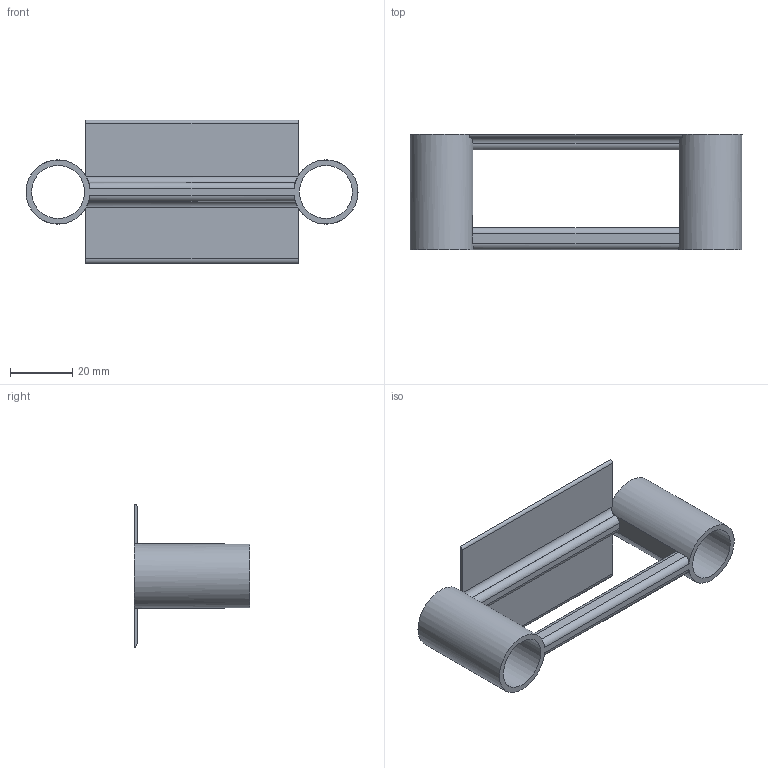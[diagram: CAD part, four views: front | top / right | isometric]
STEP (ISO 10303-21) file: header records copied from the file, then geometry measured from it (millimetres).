
FILE_DESCRIPTION(/* description */ (''),/* implementation_level */ '2;1');
FILE_NAME(/* name */ 'a0fa9b50-668a-406a-977c-c9768ebd9549.stp',/* time_stamp */ '2023-02-21T23:38:58Z',/* author */ (''),/* organization */ (''),/* preprocessor_version */ 'ST-DEVELOPER v19.2',/* originating_system */ 'Autodesk Translation Framework v11.17.0.187',/* authorisation */ '');
FILE_SCHEMA (('AUTOMOTIVE_DESIGN { 1 0 10303 214 3 1 1 }'));
Length unit declared in the file: millimetre
Products named in the file (1): slider
Bounding box: 106.6 x 37 x 46.12 mm (x, y, z)
Volume: 14865.3 mm3; surface area: 17223.6 mm2
Topology: 1 solids, 1 shells, 30 faces, 82 edges, 52 vertices
Faces by surface type: plane 16, cylinder 14
Full cylindrical faces by diameter (mm): 17 x2
Entity records: 1047 total; most frequent: CARTESIAN_POINT 237, ORIENTED_EDGE 164, DIRECTION 160, EDGE_CURVE 82, AXIS2_PLACEMENT_3D 55, VERTEX_POINT 52, LINE 50, VECTOR 50
